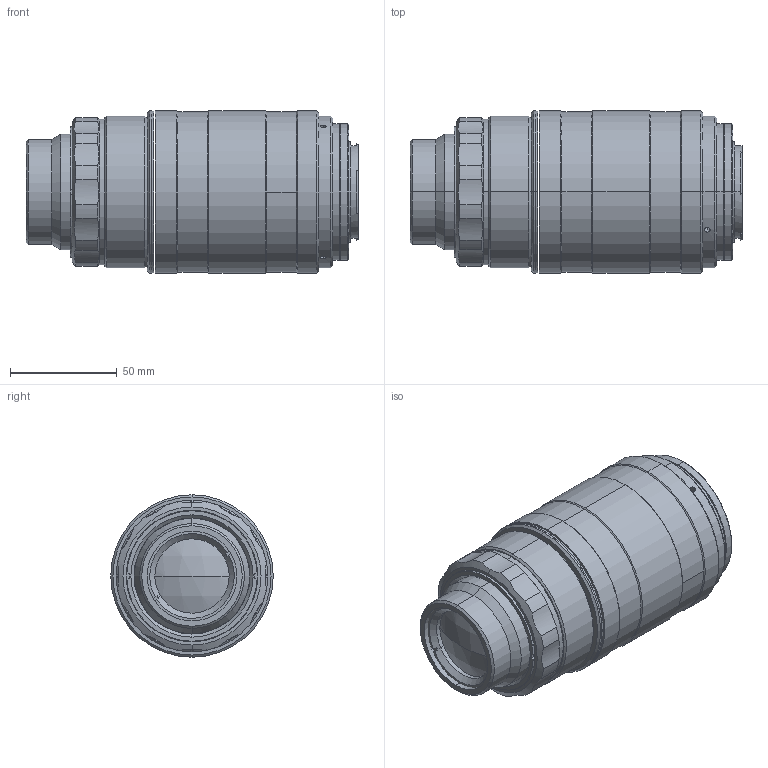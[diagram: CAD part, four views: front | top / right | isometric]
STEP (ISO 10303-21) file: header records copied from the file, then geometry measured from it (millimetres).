
FILE_DESCRIPTION (( 'STEP AP203' ), '1' );
FILE_NAME ('DP22542-B_MC12K100X-F.step', '2021-12-23T13:13:09', ( '' ), ( '' ), 'SwSTEP 2.0', 'SolidWorks 2021', '' );
FILE_SCHEMA (( 'CONFIG_CONTROL_DESIGN' ));
Length unit declared in the file: millimetre
Products named in the file (1): DP22542-B_MC12K100X-F
Bounding box: 155.37 x 76 x 76 mm (x, y, z)
Surface area: 68697.8 mm2 (no closed solid volume)
Topology: 0 solids, 12 shells, 165 faces, 454 edges, 303 vertices
Faces by surface type: cylinder 90, cone 38, plane 35, sphere 2
Entity records: 5906 total; most frequent: CARTESIAN_POINT 1591, DIRECTION 941, ORIENTED_EDGE 797, EDGE_CURVE 454, AXIS2_PLACEMENT_3D 381, VERTEX_POINT 303, CIRCLE 215, EDGE_LOOP 192
